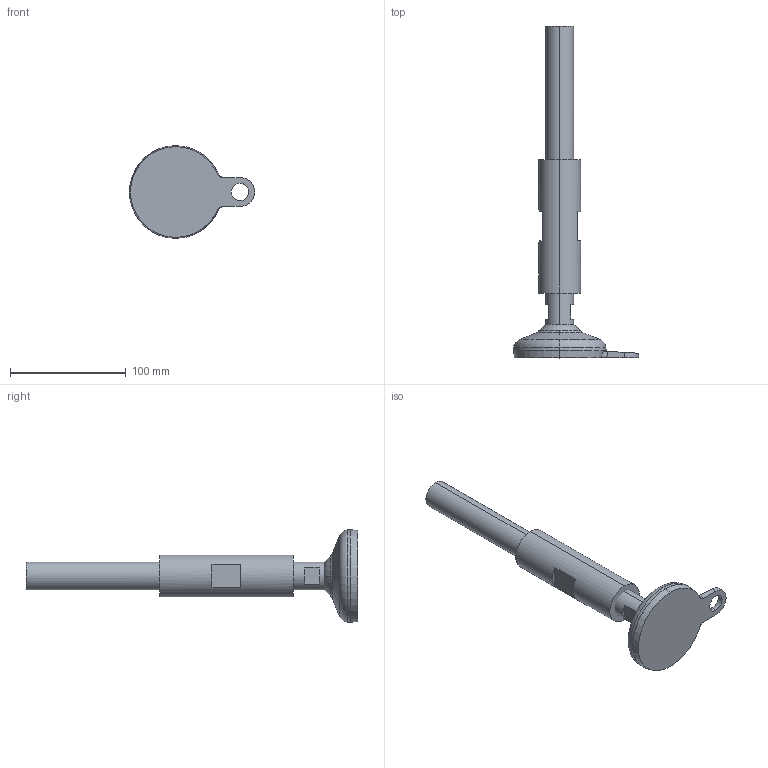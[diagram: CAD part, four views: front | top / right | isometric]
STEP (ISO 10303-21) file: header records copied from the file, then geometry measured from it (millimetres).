
FILE_DESCRIPTION (( 'STEP AP203' ), '1' );
FILE_NAME ('EHLFx1 - HLF81LC-M24-L255-R19.STEP', '2024-09-02T19:10:22', ( '' ), ( '' ), 'SwSTEP 2.0', 'SolidWorks 2024', '' );
FILE_SCHEMA (( 'CONFIG_CONTROL_DESIGN' ));
Length unit declared in the file: millimetre
Products named in the file (1): EHLFx1 - HLF81LC-M24-L255-R19
Bounding box: 108 x 286.5 x 80 mm (x, y, z)
Volume: 329581.8 mm3; surface area: 50312.3 mm2
Topology: 2 solids, 2 shells, 48 faces, 104 edges, 66 vertices
Faces by surface type: plane 21, cylinder 9, cone 8, torus 6, sphere 2, bspline 2
Entity records: 1475 total; most frequent: CARTESIAN_POINT 329, DIRECTION 240, ORIENTED_EDGE 208, EDGE_CURVE 104, AXIS2_PLACEMENT_3D 101, VERTEX_POINT 66, EDGE_LOOP 56, CIRCLE 54
